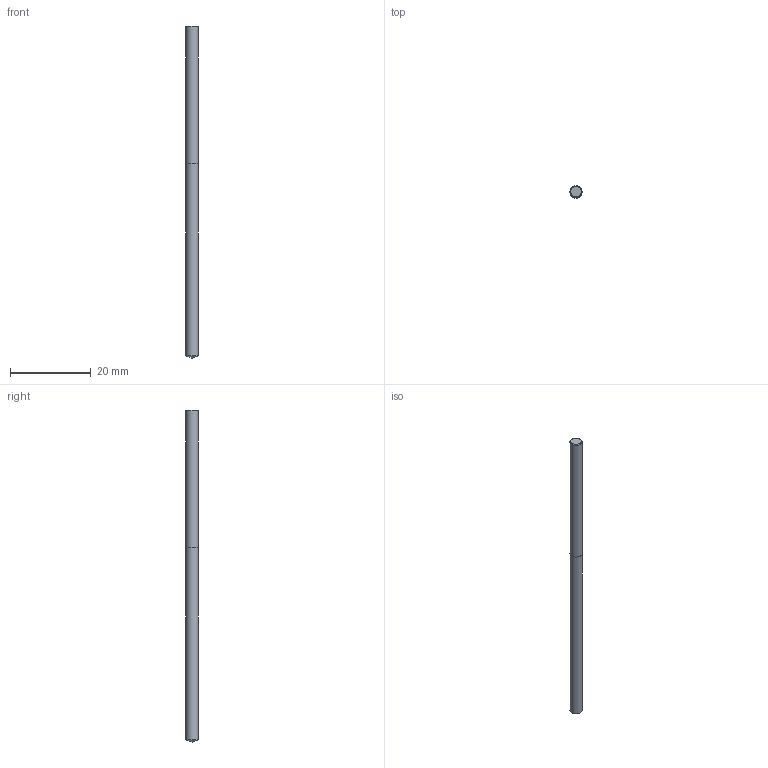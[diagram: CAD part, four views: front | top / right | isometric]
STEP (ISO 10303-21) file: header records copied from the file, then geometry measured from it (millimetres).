
FILE_DESCRIPTION(/* description */ (''),/* implementation_level */ '2;1');
FILE_NAME(/* name */ '862.1-3000-480A1-GM_BAS.stp',/* time_stamp */ '2021-09-08T22:01:46-06:00',/* author */ (''),/* organization */ (''),/* preprocessor_version */ 'ST-DEVELOPER v16.7',/* originating_system */ 'SIEMENS PLM Software NX 12.0',/* authorisation */ '');
FILE_SCHEMA (('AUTOMOTIVE_DESIGN { 1 0 10303 214 3 1 1 1 }'));
Length unit declared in the file: millimetre
Products named in the file (1): 862.1-3000-480A1-GM_BAS
Bounding box: 3 x 3 x 82 mm (x, y, z)
Volume: 744.9 mm3; surface area: 1168.8 mm2
Topology: 3 solids, 3 shells, 11 faces, 35 edges, 48 vertices
Faces by surface type: plane 5, cylinder 3, cone 3
Full cylindrical faces by diameter (mm): 3 x2
Entity records: 489 total; most frequent: DIRECTION 69, CARTESIAN_POINT 61, STYLED_ITEM 29, PRESENTATION_STYLE_ASSIGNMENT 29, ORIENTED_EDGE 24, AXIS2_PLACEMENT_3D 24, CURVE_STYLE 21, DRAUGHTING_PRE_DEFINED_CURVE_FONT 21
